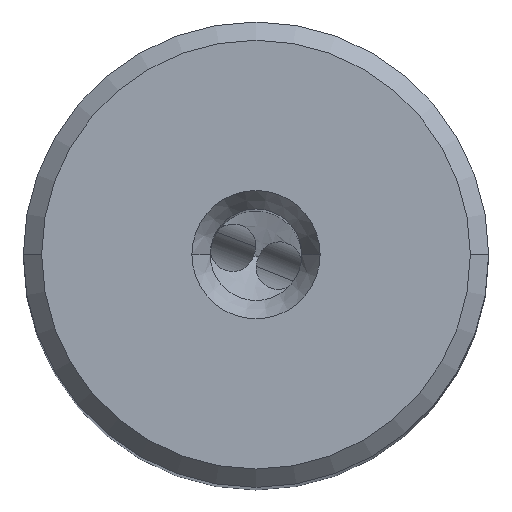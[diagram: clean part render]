
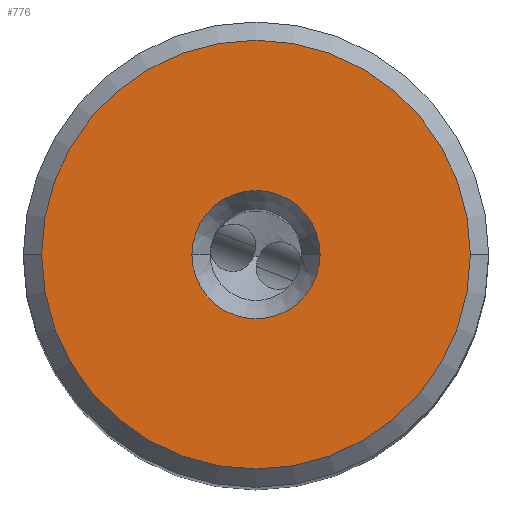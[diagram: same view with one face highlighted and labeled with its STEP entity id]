
A CAD part, top view. The second image highlights one B-rep face of the part: STEP entity #776.
In plain terms, the highlighted planar face has unit normal (0, 0, 1).
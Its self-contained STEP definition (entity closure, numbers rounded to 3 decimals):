
#776=ADVANCED_FACE('',(#984,#985),#948,.T.);
#948=PLANE('',#3442);
#984=FACE_BOUND('',#1002,.T.);
#985=FACE_BOUND('',#1003,.T.);
#1002=EDGE_LOOP('',(#1183,#1184));
#1003=EDGE_LOOP('',(#1185,#1186));
#1183=ORIENTED_EDGE('',*,*,#2536,.F.);
#1184=ORIENTED_EDGE('',*,*,#2537,.F.);
#1185=ORIENTED_EDGE('',*,*,#2538,.F.);
#1186=ORIENTED_EDGE('',*,*,#2539,.F.);
#2195=VERTEX_POINT('',#4818);
#2196=VERTEX_POINT('',#4819);
#2197=VERTEX_POINT('',#4822);
#2198=VERTEX_POINT('',#4823);
#2536=EDGE_CURVE('',#2195,#2196,#3042,.T.);
#2537=EDGE_CURVE('',#2196,#2195,#3043,.T.);
#2538=EDGE_CURVE('',#2197,#2198,#3044,.T.);
#2539=EDGE_CURVE('',#2198,#2197,#3045,.T.);
#3042=CIRCLE('',#3438,11.7);
#3043=CIRCLE('',#3439,11.7);
#3044=CIRCLE('',#3440,3.5);
#3045=CIRCLE('',#3441,3.5);
#3438=AXIS2_PLACEMENT_3D('',#4817,#3873,#3874);
#3439=AXIS2_PLACEMENT_3D('',#4820,#3875,#3876);
#3440=AXIS2_PLACEMENT_3D('',#4821,#3877,#3878);
#3441=AXIS2_PLACEMENT_3D('',#4824,#3879,#3880);
#3442=AXIS2_PLACEMENT_3D('',#4825,#3881,#3882);
#3873=DIRECTION('',(0.,0.,-1.));
#3874=DIRECTION('',(-1.,0.,0.));
#3875=DIRECTION('',(0.,0.,-1.));
#3876=DIRECTION('',(1.,0.,0.));
#3877=DIRECTION('',(0.,0.,1.));
#3878=DIRECTION('',(-1.,0.,0.));
#3879=DIRECTION('',(0.,0.,1.));
#3880=DIRECTION('',(1.,0.,0.));
#3881=DIRECTION('',(0.,0.,1.));
#3882=DIRECTION('',(1.,0.,0.));
#4817=CARTESIAN_POINT('',(0.,0.,0.));
#4818=CARTESIAN_POINT('',(-11.7,0.,0.));
#4819=CARTESIAN_POINT('',(11.7,0.,0.));
#4820=CARTESIAN_POINT('',(0.,0.,0.));
#4821=CARTESIAN_POINT('',(0.,0.,0.));
#4822=CARTESIAN_POINT('',(-3.5,0.,0.));
#4823=CARTESIAN_POINT('',(3.5,0.,0.));
#4824=CARTESIAN_POINT('',(0.,0.,0.));
#4825=CARTESIAN_POINT('',(0.,0.,0.));
